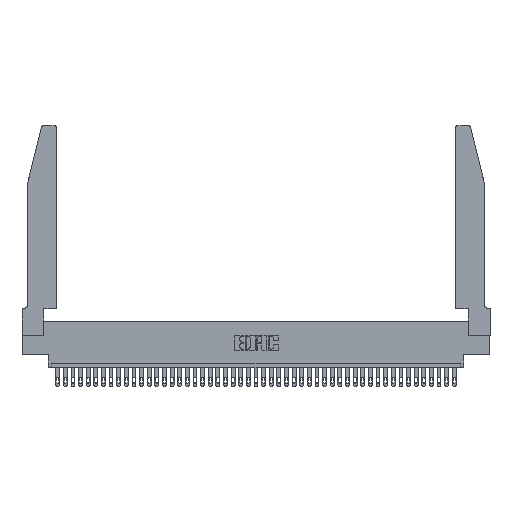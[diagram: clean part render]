
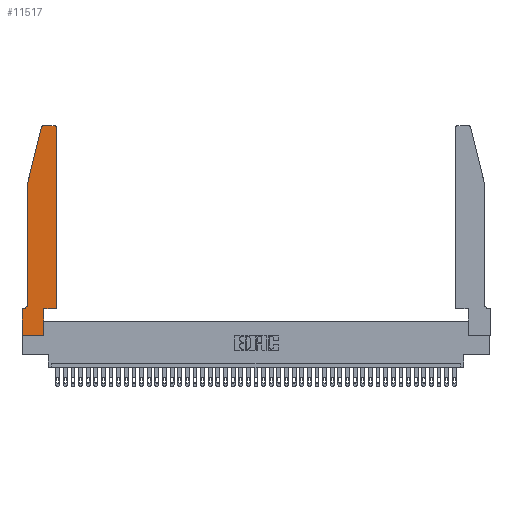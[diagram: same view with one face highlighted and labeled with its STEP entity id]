
A CAD part, top view. The second image highlights one B-rep face of the part: STEP entity #11517.
In plain terms, the highlighted planar face has unit normal (0, 0, 1).
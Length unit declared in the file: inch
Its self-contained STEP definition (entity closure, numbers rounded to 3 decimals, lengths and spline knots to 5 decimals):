
#103 = EDGE_CURVE ( 'NONE', #37433, #32002, #43024, .T. ) ;
#507 = VERTEX_POINT ( 'NONE', #43044 ) ;
#1881 = CARTESIAN_POINT ( 'NONE',  ( 0., 0.35, 0.37 ) ) ;
#2043 = CARTESIAN_POINT ( 'NONE',  ( 0.2605, 2.75, 0.37 ) ) ;
#2114 = DIRECTION ( 'NONE',  ( 1., 0., 0. ) ) ;
#2298 = DIRECTION ( 'NONE',  ( 0., 0., 1. ) ) ;
#2481 = EDGE_CURVE ( 'NONE', #507, #17306, #33444, .T. ) ;
#2591 = DIRECTION ( 'NONE',  ( 1., 0., 0. ) ) ;
#2707 = FACE_OUTER_BOUND ( 'NONE', #7090, .T. ) ;
#3854 = VECTOR ( 'NONE', #35956, 39.37008 ) ;
#3893 = CARTESIAN_POINT ( 'NONE',  ( 0.2865, 0., 0.37 ) ) ;
#3923 = CARTESIAN_POINT ( 'NONE',  ( 0., 0.35, 0.37 ) ) ;
#4398 = CARTESIAN_POINT ( 'NONE',  ( 0.0055, 0.42, 0.37 ) ) ;
#4550 = CARTESIAN_POINT ( 'NONE',  ( 0.284, 2.72, 0.37 ) ) ;
#5474 = ORIENTED_EDGE ( 'NONE', *, *, #103, .T. ) ;
#5646 = EDGE_CURVE ( 'NONE', #17306, #37433, #42879, .T. ) ;
#5841 = VECTOR ( 'NONE', #23059, 39.37008 ) ;
#5950 = CARTESIAN_POINT ( 'NONE',  ( 0.4205, 2.72, 0.37 ) ) ;
#6103 = VERTEX_POINT ( 'NONE', #28381 ) ;
#6108 = LINE ( 'NONE', #8033, #14955 ) ;
#6141 = CARTESIAN_POINT ( 'NONE',  ( 0.4505, 0.35, 0.37 ) ) ;
#6654 = VERTEX_POINT ( 'NONE', #34814 ) ;
#6990 = DIRECTION ( 'NONE',  ( 1., 0., 0. ) ) ;
#7090 = EDGE_LOOP ( 'NONE', ( #19221, #38952, #5474, #10382, #40049, #41236, #23968, #10731, #28626, #14881, #32138, #24449 ) ) ;
#7744 = DIRECTION ( 'NONE',  ( 0., 1., 0. ) ) ;
#7832 = VECTOR ( 'NONE', #25741, 39.37008 ) ;
#8033 = CARTESIAN_POINT ( 'NONE',  ( 0.2865, 0.35, 0.37 ) ) ;
#9180 = CARTESIAN_POINT ( 'NONE',  ( 0.0755, 2., 0.37 ) ) ;
#9521 = CARTESIAN_POINT ( 'NONE',  ( 0.0755, 0.35, 0.37 ) ) ;
#9612 = EDGE_CURVE ( 'NONE', #16211, #19906, #22210, .T. ) ;
#10262 = AXIS2_PLACEMENT_3D ( 'NONE', #5950, #2298, #2591 ) ;
#10382 = ORIENTED_EDGE ( 'NONE', *, *, #28666, .T. ) ;
#10731 = ORIENTED_EDGE ( 'NONE', *, *, #10835, .T. ) ;
#10835 = EDGE_CURVE ( 'NONE', #42067, #15612, #27831, .T. ) ;
#11517 = ADVANCED_FACE ( 'NONE', ( #2707 ), #23940, .T. ) ;
#13242 = LINE ( 'NONE', #15676, #3854 ) ;
#13978 = AXIS2_PLACEMENT_3D ( 'NONE', #4398, #34439, #27775 ) ;
#14141 = VERTEX_POINT ( 'NONE', #1881 ) ;
#14269 = VECTOR ( 'NONE', #2114, 39.37008 ) ;
#14815 = LINE ( 'NONE', #41661, #14269 ) ;
#14881 = ORIENTED_EDGE ( 'NONE', *, *, #28544, .T. ) ;
#14955 = VECTOR ( 'NONE', #7744, 39.37008 ) ;
#15365 = DIRECTION ( 'NONE',  ( 0., 1., 0. ) ) ;
#15612 = VERTEX_POINT ( 'NONE', #3893 ) ;
#15676 = CARTESIAN_POINT ( 'NONE',  ( 0.0755, 2., 0.37 ) ) ;
#16008 = CARTESIAN_POINT ( 'NONE',  ( 0., 0., 0.37 ) ) ;
#16211 = VERTEX_POINT ( 'NONE', #6141 ) ;
#16309 = CARTESIAN_POINT ( 'NONE',  ( 0., 0., 0.37 ) ) ;
#17078 = VECTOR ( 'NONE', #43224, 39.37008 ) ;
#17306 = VERTEX_POINT ( 'NONE', #25482 ) ;
#19221 = ORIENTED_EDGE ( 'NONE', *, *, #2481, .T. ) ;
#19906 = VERTEX_POINT ( 'NONE', #27795 ) ;
#20582 = AXIS2_PLACEMENT_3D ( 'NONE', #4550, #41035, #34731 ) ;
#21922 = LINE ( 'NONE', #16309, #37511 ) ;
#22107 = EDGE_CURVE ( 'NONE', #19906, #507, #38902, .T. ) ;
#22210 = LINE ( 'NONE', #41797, #33653 ) ;
#23059 = DIRECTION ( 'NONE',  ( 1., 0., 0. ) ) ;
#23340 = CARTESIAN_POINT ( 'NONE',  ( 0., 0., 0.37 ) ) ;
#23940 = PLANE ( 'NONE',  #39060 ) ;
#23968 = ORIENTED_EDGE ( 'NONE', *, *, #32553, .T. ) ;
#24449 = ORIENTED_EDGE ( 'NONE', *, *, #22107, .T. ) ;
#25482 = CARTESIAN_POINT ( 'NONE',  ( 0.284, 2.75, 0.37 ) ) ;
#25741 = DIRECTION ( 'NONE',  ( -1., 0., 0. ) ) ;
#26687 = EDGE_CURVE ( 'NONE', #6654, #14141, #34303, .T. ) ;
#26896 = DIRECTION ( 'NONE',  ( 0., 0., 1. ) ) ;
#27775 = DIRECTION ( 'NONE',  ( -1., 0., 0. ) ) ;
#27795 = CARTESIAN_POINT ( 'NONE',  ( 0.4505, 2.72, 0.37 ) ) ;
#27831 = LINE ( 'NONE', #23340, #5841 ) ;
#28381 = CARTESIAN_POINT ( 'NONE',  ( 0.2865, 0.35, 0.37 ) ) ;
#28544 = EDGE_CURVE ( 'NONE', #6103, #16211, #14815, .T. ) ;
#28626 = ORIENTED_EDGE ( 'NONE', *, *, #34844, .T. ) ;
#28666 = EDGE_CURVE ( 'NONE', #32002, #31097, #13242, .T. ) ;
#29746 = DIRECTION ( 'NONE',  ( 0., -1., 0. ) ) ;
#31097 = VERTEX_POINT ( 'NONE', #33370 ) ;
#31192 = CIRCLE ( 'NONE', #13978, 0.07 ) ;
#32002 = VERTEX_POINT ( 'NONE', #43057 ) ;
#32138 = ORIENTED_EDGE ( 'NONE', *, *, #9612, .T. ) ;
#32553 = EDGE_CURVE ( 'NONE', #14141, #42067, #21922, .T. ) ;
#33370 = CARTESIAN_POINT ( 'NONE',  ( 0.0755, 0.42, 0.37 ) ) ;
#33444 = LINE ( 'NONE', #2043, #7832 ) ;
#33540 = EDGE_CURVE ( 'NONE', #31097, #6654, #31192, .T. ) ;
#33628 = VECTOR ( 'NONE', #39799, 39.37008 ) ;
#33653 = VECTOR ( 'NONE', #15365, 39.37008 ) ;
#34303 = LINE ( 'NONE', #9521, #17078 ) ;
#34439 = DIRECTION ( 'NONE',  ( 0., 0., -1. ) ) ;
#34731 = DIRECTION ( 'NONE',  ( 1., 0., 0. ) ) ;
#34814 = CARTESIAN_POINT ( 'NONE',  ( 0.0055, 0.35, 0.37 ) ) ;
#34844 = EDGE_CURVE ( 'NONE', #15612, #6103, #6108, .T. ) ;
#35956 = DIRECTION ( 'NONE',  ( 0., -1., 0. ) ) ;
#37433 = VERTEX_POINT ( 'NONE', #41868 ) ;
#37511 = VECTOR ( 'NONE', #29746, 39.37008 ) ;
#38902 = CIRCLE ( 'NONE', #10262, 0.03 ) ;
#38952 = ORIENTED_EDGE ( 'NONE', *, *, #5646, .T. ) ;
#39060 = AXIS2_PLACEMENT_3D ( 'NONE', #3923, #26896, #6990 ) ;
#39799 = DIRECTION ( 'NONE',  ( -0.239, -0.971, 0. ) ) ;
#40049 = ORIENTED_EDGE ( 'NONE', *, *, #33540, .T. ) ;
#41035 = DIRECTION ( 'NONE',  ( 0., 0., 1. ) ) ;
#41236 = ORIENTED_EDGE ( 'NONE', *, *, #26687, .T. ) ;
#41661 = CARTESIAN_POINT ( 'NONE',  ( 0.4505, 0.35, 0.37 ) ) ;
#41797 = CARTESIAN_POINT ( 'NONE',  ( 0.4505, 0.35, 0.37 ) ) ;
#41868 = CARTESIAN_POINT ( 'NONE',  ( 0.25487, 2.72718, 0.37 ) ) ;
#42067 = VERTEX_POINT ( 'NONE', #16008 ) ;
#42879 = CIRCLE ( 'NONE', #20582, 0.03 ) ;
#43024 = LINE ( 'NONE', #9180, #33628 ) ;
#43044 = CARTESIAN_POINT ( 'NONE',  ( 0.4205, 2.75, 0.37 ) ) ;
#43057 = CARTESIAN_POINT ( 'NONE',  ( 0.0755, 2., 0.37 ) ) ;
#43224 = DIRECTION ( 'NONE',  ( -1., 0., 0. ) ) ;
